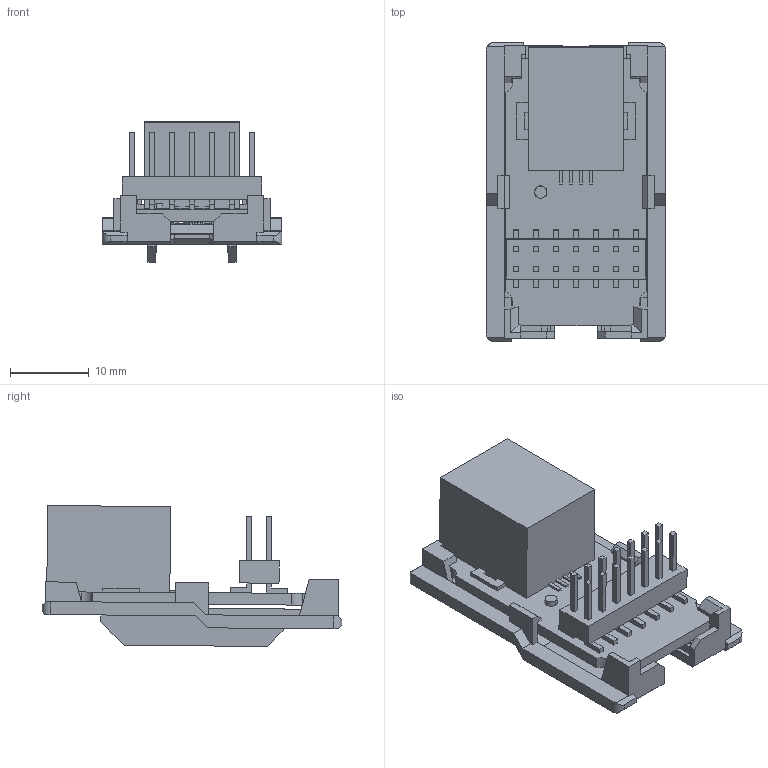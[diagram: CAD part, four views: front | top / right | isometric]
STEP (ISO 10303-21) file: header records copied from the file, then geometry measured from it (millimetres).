
FILE_DESCRIPTION(('Creo Elements/Direct Modeling STEP Export'),'2;1');
FILE_NAME('model.stp','2020-10-20T 9:51:08',(''),(''),'Creo Elements/Direct Modeling STEP processor for AP214 (Solid Model)','Creo Elements/Direct Modeling 20.1A 29-Sep-2018 (C) Parametric Technology GmbH','');
FILE_SCHEMA(('AUTOMOTIVE_DESIGN { 1 0 10303 214 1 1 1 1 }'));
Length unit declared in the file: millimetre
Products named in the file (2): VS-04-BUB-FK-F_IP67
Assembly tree (1 placements, depth 2):
  VS-04-BUB-FK-F_IP67
    VS-04-BUB-FK-F_IP67
Bounding box: 22.8 x 38.09 x 17.89 mm (x, y, z)
Volume: 4111.1 mm3; surface area: 5600.5 mm2
Topology: 1 solids, 1 shells, 592 faces, 1708 edges, 1128 vertices
Faces by surface type: plane 558, cylinder 30, cone 4
Entity records: 23043 total; most frequent: ORIENTED_EDGE 3416, CARTESIAN_POINT 3244, DIRECTION 2672, EDGE_CURVE 1708, VECTOR 1560, LINE 1560, VERTEX_POINT 1128, EDGE_LOOP 648
